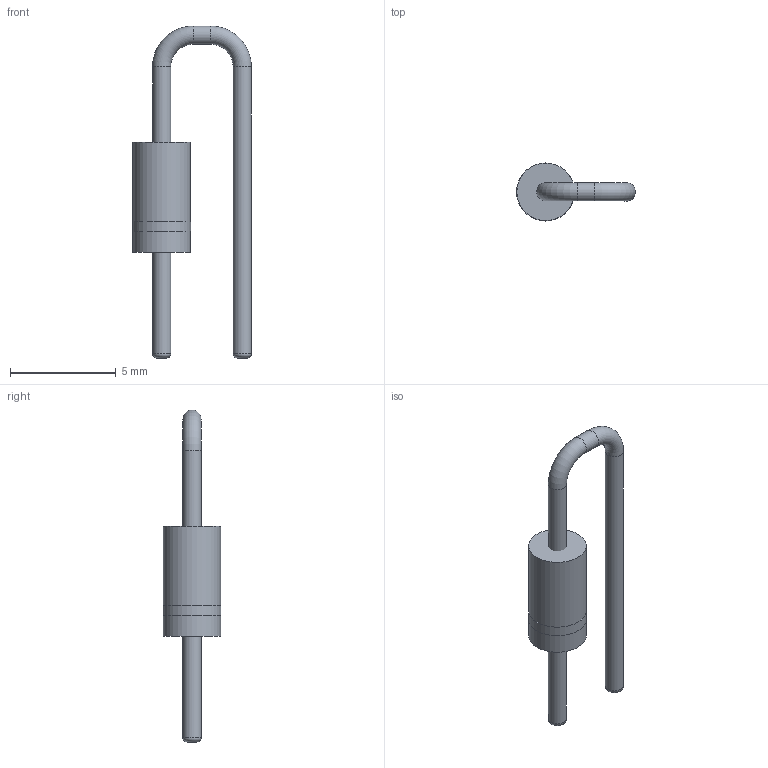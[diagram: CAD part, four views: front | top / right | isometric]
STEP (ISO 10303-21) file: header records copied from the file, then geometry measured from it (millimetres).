
FILE_DESCRIPTION(('FreeCAD Model'),'2;1');
FILE_NAME('Open CASCADE Shape Model','2024-02-19T22:53:05',('Author'),( ''),'Open CASCADE STEP processor 7.6','FreeCAD','Unknown');
FILE_SCHEMA(('AUTOMOTIVE_DESIGN { 1 0 10303 214 1 1 1 1 }'));
Length unit declared in the file: millimetre
Products named in the file (5): Unnamed; BotPin; Body; Mark; TopPin
Assembly tree (4 placements, depth 2):
  Unnamed
    BotPin
    Body
    Mark
    TopPin
Bounding box: 5.61 x 2.74 x 15.69 mm (x, y, z)
Volume: 49.4 mm3; surface area: 149.6 mm2
Topology: 4 solids, 4 shells, 18 faces, 24 edges, 14 vertices
Faces by surface type: plane 8, cylinder 6, torus 4
Full cylindrical faces by diameter (mm): 0.86 x4, 2.72 x1, 2.74 x1
Entity records: 499 total; most frequent: DIRECTION 88, CARTESIAN_POINT 61, ORIENTED_EDGE 48, AXIS2_PLACEMENT_3D 41, EDGE_CURVE 24, ADVANCED_FACE 18, FACE_BOUND 18, EDGE_LOOP 18
